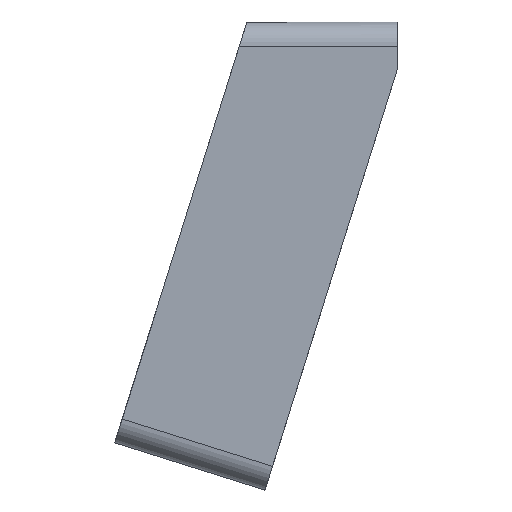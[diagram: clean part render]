
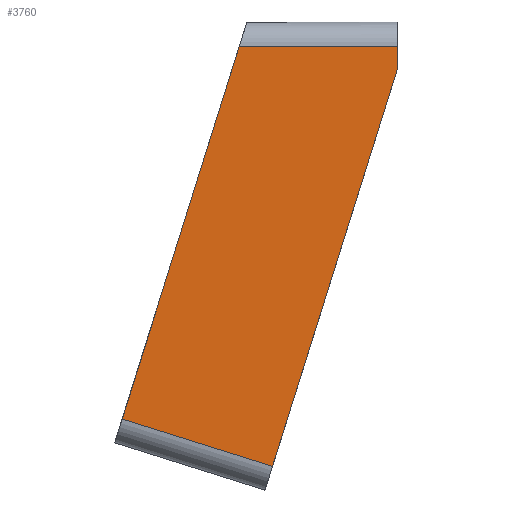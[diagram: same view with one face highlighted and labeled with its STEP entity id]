
A CAD part, left-side view. The second image highlights one B-rep face of the part: STEP entity #3760.
In plain terms, the highlighted planar face has unit normal (-1, 0, 0).
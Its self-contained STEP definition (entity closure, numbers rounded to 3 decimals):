
#45 = CARTESIAN_POINT ( 'NONE',  ( -119.3, -15.144, -9.525 ) ) ;
#150 = VERTEX_POINT ( 'NONE', #3280 ) ;
#318 = VECTOR ( 'NONE', #4601, 1000. ) ;
#322 = CARTESIAN_POINT ( 'NONE',  ( -119.3, 40.314, -80.035 ) ) ;
#355 = ORIENTED_EDGE ( 'NONE', *, *, #733, .T. ) ;
#403 = DIRECTION ( 'NONE',  ( 0., 0.3, -0.954 ) ) ;
#550 = EDGE_CURVE ( 'NONE', #150, #2208, #3935, .T. ) ;
#613 = ORIENTED_EDGE ( 'NONE', *, *, #550, .F. ) ;
#629 = ORIENTED_EDGE ( 'NONE', *, *, #3650, .F. ) ;
#684 = LINE ( 'NONE', #2281, #4652 ) ;
#733 = EDGE_CURVE ( 'NONE', #1022, #1499, #2039, .T. ) ;
#901 = CARTESIAN_POINT ( 'NONE',  ( -119.3, 13.33, -47.149 ) ) ;
#956 = PLANE ( 'NONE',  #2086 ) ;
#1022 = VERTEX_POINT ( 'NONE', #322 ) ;
#1499 = VERTEX_POINT ( 'NONE', #2636 ) ;
#1575 = CARTESIAN_POINT ( 'NONE',  ( -119.3, 25.17, -84.798 ) ) ;
#1620 = EDGE_CURVE ( 'NONE', #150, #2215, #3769, .T. ) ;
#1741 = CARTESIAN_POINT ( 'NONE',  ( -119.3, 16.716, -5. ) ) ;
#2039 = LINE ( 'NONE', #1575, #5146 ) ;
#2086 = AXIS2_PLACEMENT_3D ( 'NONE', #901, #2560, #2537 ) ;
#2208 = VERTEX_POINT ( 'NONE', #45 ) ;
#2215 = VERTEX_POINT ( 'NONE', #1741 ) ;
#2281 = CARTESIAN_POINT ( 'NONE',  ( -119.3, 15.144, 0. ) ) ;
#2435 = LINE ( 'NONE', #4154, #3970 ) ;
#2537 = DIRECTION ( 'NONE',  ( 0., 0.3, -0.954 ) ) ;
#2560 = DIRECTION ( 'NONE',  ( 1., 0., 0. ) ) ;
#2579 = CARTESIAN_POINT ( 'NONE',  ( -119.3, 13.33, -5. ) ) ;
#2612 = FACE_OUTER_BOUND ( 'NONE', #4133, .T. ) ;
#2636 = CARTESIAN_POINT ( 'NONE',  ( -119.3, 10.026, -89.56 ) ) ;
#2676 = CARTESIAN_POINT ( 'NONE',  ( -119.3, -15.144, -9.525 ) ) ;
#3225 = DIRECTION ( 'NONE',  ( 0., -0.954, -0.3 ) ) ;
#3280 = CARTESIAN_POINT ( 'NONE',  ( -119.3, -15.144, -5. ) ) ;
#3363 = ORIENTED_EDGE ( 'NONE', *, *, #4673, .F. ) ;
#3394 = VECTOR ( 'NONE', #3908, 1000. ) ;
#3650 = EDGE_CURVE ( 'NONE', #2208, #1499, #2435, .T. ) ;
#3760 = ADVANCED_FACE ( 'NONE', ( #2612 ), #956, .F. ) ;
#3769 = LINE ( 'NONE', #2579, #318 ) ;
#3908 = DIRECTION ( 'NONE',  ( 0., 0., -1. ) ) ;
#3935 = LINE ( 'NONE', #2676, #3394 ) ;
#3970 = VECTOR ( 'NONE', #403, 1000. ) ;
#4133 = EDGE_LOOP ( 'NONE', ( #3363, #355, #629, #613, #5089 ) ) ;
#4154 = CARTESIAN_POINT ( 'NONE',  ( -119.3, -15.144, -9.525 ) ) ;
#4601 = DIRECTION ( 'NONE',  ( 0., 1., 0. ) ) ;
#4652 = VECTOR ( 'NONE', #5163, 1000. ) ;
#4673 = EDGE_CURVE ( 'NONE', #1022, #2215, #684, .T. ) ;
#5089 = ORIENTED_EDGE ( 'NONE', *, *, #1620, .T. ) ;
#5146 = VECTOR ( 'NONE', #3225, 1000. ) ;
#5163 = DIRECTION ( 'NONE',  ( 0., -0.3, 0.954 ) ) ;
